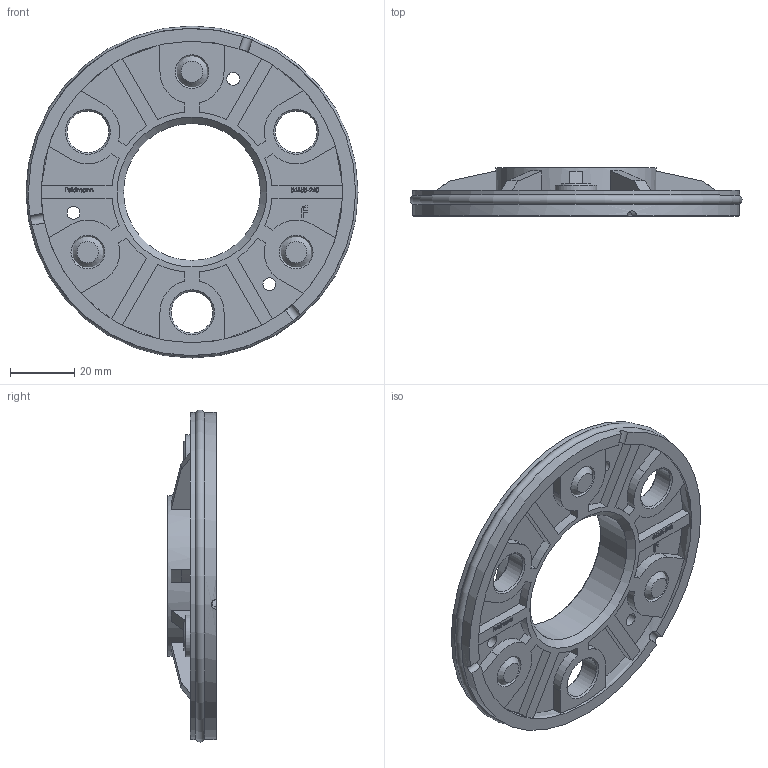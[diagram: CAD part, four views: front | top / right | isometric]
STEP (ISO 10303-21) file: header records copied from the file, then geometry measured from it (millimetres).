
FILE_DESCRIPTION (( 'STEP AP203' ), '1' );
FILE_NAME ('54155-240.step', '2023-11-29T13:21:57', ( '' ), ( '' ), 'SwSTEP 2.0', 'SolidWorks 2018', '' );
FILE_SCHEMA (( 'CONFIG_CONTROL_DESIGN' ));
Length unit declared in the file: millimetre
Products named in the file (4): 54155-240; 5415X-240 Teil2_54155-240 Teil2; 5415X-XXX Teil1_54155-240 Teil1; DIN913_DIN 913 M10x10
Assembly tree (5 placements, depth 2):
  54155-240
    5415X-XXX Teil1_54155-240 Teil1
    5415X-240 Teil2_54155-240 Teil2
    DIN913_DIN 913 M10x10  x3
Bounding box: 103.5 x 15 x 103.5 mm (x, y, z)
Volume: 45056.7 mm3; surface area: 28440.7 mm2
Topology: 5 solids, 5 shells, 443 faces, 1192 edges, 784 vertices
Faces by surface type: plane 270, bspline 89, cylinder 47, cone 35, torus 2
Full cylindrical faces by diameter (mm): 4 x3, 8.5 x3, 10 x3, 13 x3, 42.7 x1, 50 x1, 94 x1, 102 x2
Entity records: 17999 total; most frequent: CARTESIAN_POINT 7973, ORIENTED_EDGE 2116, DIRECTION 1660, EDGE_CURVE 1058, VERTEX_POINT 716, LINE 686, VECTOR 686, AXIS2_PLACEMENT_3D 487
